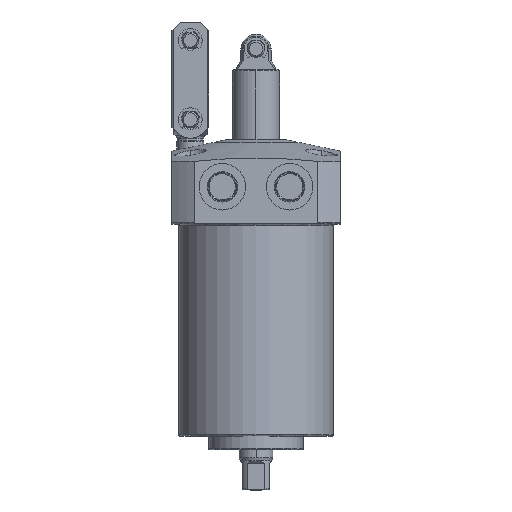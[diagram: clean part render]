
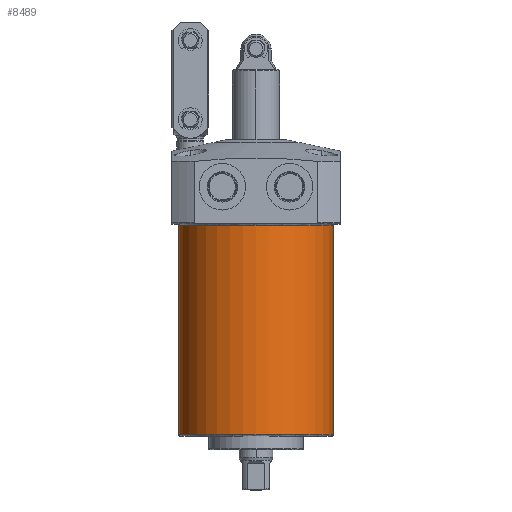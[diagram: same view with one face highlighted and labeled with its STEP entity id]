
A CAD part, top view. The second image highlights one B-rep face of the part: STEP entity #8489.
In plain terms, the highlighted cylindrical face has radius 23 mm (diameter 46 mm), a partial arc.
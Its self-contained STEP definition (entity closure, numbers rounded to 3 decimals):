
#123 = EDGE_LOOP ( 'NONE', ( #9536, #9534, #9533, #9532 ) ) ;
#307 = VERTEX_POINT ( 'NONE', #615 ) ;
#308 = VERTEX_POINT ( 'NONE', #616 ) ;
#374 = VERTEX_POINT ( 'NONE', #656 ) ;
#384 = VERTEX_POINT ( 'NONE', #660 ) ;
#615 = CARTESIAN_POINT ( 'NONE',  ( -23., -24.6, 0. ) ) ;
#616 = CARTESIAN_POINT ( 'NONE',  ( -23., -86.8, 0. ) ) ;
#656 = CARTESIAN_POINT ( 'NONE',  ( 23., -24.6, 0. ) ) ;
#660 = CARTESIAN_POINT ( 'NONE',  ( 23., -86.8, 0. ) ) ;
#1824 = CYLINDRICAL_SURFACE ( 'NONE', #7164, 23. ) ;
#1833 = FACE_OUTER_BOUND ( 'NONE', #123, .T. ) ;
#3049 = CARTESIAN_POINT ( 'NONE',  ( 0., 0., 0. ) ) ;
#3050 = DIRECTION ( 'NONE',  ( 0., 1., 0. ) ) ;
#3057 = DIRECTION ( 'NONE',  ( -1., 0., 0. ) ) ;
#3772 = AXIS2_PLACEMENT_3D ( 'NONE', #10521, #10523, #10524 ) ;
#3787 = AXIS2_PLACEMENT_3D ( 'NONE', #10823, #10824, #10825 ) ;
#7164 = AXIS2_PLACEMENT_3D ( 'NONE', #3049, #3050, #3057 ) ;
#8489 = ADVANCED_FACE ( 'NONE', ( #1833 ), #1824, .T. ) ;
#9532 = ORIENTED_EDGE ( 'NONE', *, *, #12047, .F. ) ;
#9533 = ORIENTED_EDGE ( 'NONE', *, *, #12025, .T. ) ;
#9534 = ORIENTED_EDGE ( 'NONE', *, *, #12046, .T. ) ;
#9536 = ORIENTED_EDGE ( 'NONE', *, *, #12045, .T. ) ;
#10521 = CARTESIAN_POINT ( 'NONE',  ( 0., -24.6, 0. ) ) ;
#10523 = DIRECTION ( 'NONE',  ( 0., -1., 0. ) ) ;
#10524 = DIRECTION ( 'NONE',  ( -1., 0., 0. ) ) ;
#10818 = CARTESIAN_POINT ( 'NONE',  ( 23., 0., 0. ) ) ;
#10819 = DIRECTION ( 'NONE',  ( 0., 1., 0. ) ) ;
#10823 = CARTESIAN_POINT ( 'NONE',  ( 0., -86.8, 0. ) ) ;
#10824 = DIRECTION ( 'NONE',  ( 0., 1., 0. ) ) ;
#10825 = DIRECTION ( 'NONE',  ( -1., 0., 0. ) ) ;
#10826 = CARTESIAN_POINT ( 'NONE',  ( -23., 0., 0. ) ) ;
#10827 = DIRECTION ( 'NONE',  ( 0., 1., 0. ) ) ;
#11566 = CIRCLE ( 'NONE', #3772, 23. ) ;
#11598 = CIRCLE ( 'NONE', #3787, 23. ) ;
#11599 = LINE ( 'NONE', #10818, #11601 ) ;
#11600 = LINE ( 'NONE', #10826, #11603 ) ;
#11601 = VECTOR ( 'NONE', #10819, 1000. ) ;
#11603 = VECTOR ( 'NONE', #10827, 1000. ) ;
#12025 = EDGE_CURVE ( 'NONE', #374, #307, #11566, .T. ) ;
#12045 = EDGE_CURVE ( 'NONE', #308, #384, #11598, .T. ) ;
#12046 = EDGE_CURVE ( 'NONE', #384, #374, #11599, .T. ) ;
#12047 = EDGE_CURVE ( 'NONE', #308, #307, #11600, .T. ) ;
